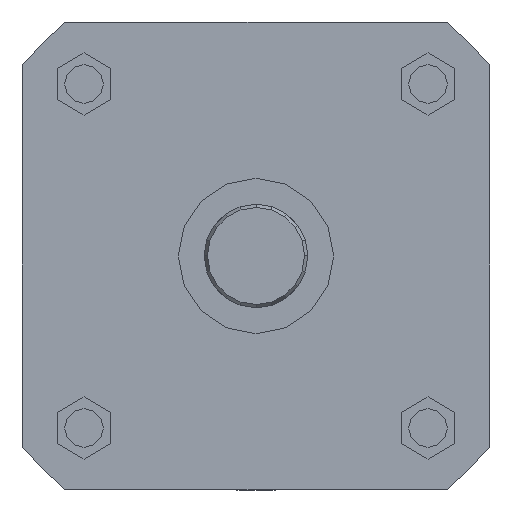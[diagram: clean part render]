
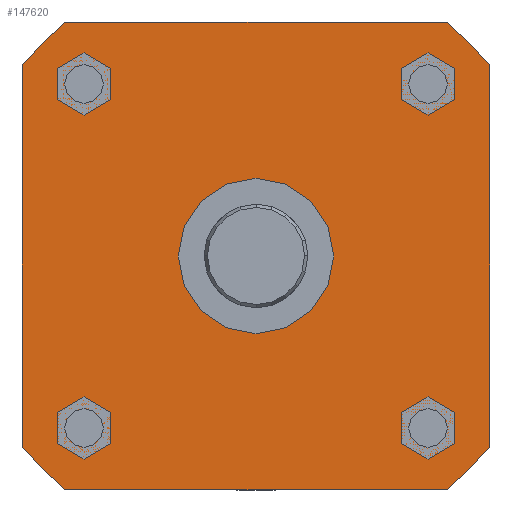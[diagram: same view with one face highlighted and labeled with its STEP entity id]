
A CAD part, left-side view. The second image highlights one B-rep face of the part: STEP entity #147620.
In plain terms, the highlighted free-form (B-spline) face has degree [1, 1] with [2, 2] control points.
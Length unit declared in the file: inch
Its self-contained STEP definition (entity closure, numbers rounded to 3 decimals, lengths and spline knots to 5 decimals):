
#143830 = CARTESIAN_POINT ('', (-15.56, -2.02575, -2.08965));
#143840 = VERTEX_POINT ('', #143830);
#144110 = CARTESIAN_POINT ('', (-15.56, -2.25825, -1.83591));
#144120 = VERTEX_POINT ('', #144110);
#146030 = CARTESIAN_POINT ('', (-15.56, -1.83591, -2.25825));
#146040 = VERTEX_POINT ('', #146030);
#146050 = CARTESIAN_POINT ('', (-15.56, -1.83591, -2.25825));
#146060 = CARTESIAN_POINT ('', (-15.56, -1.93472, -2.1779));
#146070 = CARTESIAN_POINT ('', (-15.56, -2.02575, -2.08965));
#146080 = B_SPLINE_CURVE_WITH_KNOTS ('', 2, (#146050, #146060, #146070), .UNSPECIFIED., .F., .U., (3, 3), (0., 0.42455), .UNSPECIFIED.);
#146140 = EDGE_CURVE ('', #146040, #143840, #146080, .T.);
#146150 = ORIENTED_EDGE ('', *, *, #146140, .T.);
#146160 = CARTESIAN_POINT ('', (-15.56, -2.02575, -2.08965));
#146170 = CARTESIAN_POINT ('', (-15.56, -2.14914, -1.97003));
#146180 = CARTESIAN_POINT ('', (-15.56, -2.25825, -1.83591));
#146190 = B_SPLINE_CURVE_WITH_KNOTS ('', 2, (#146160, #146170, #146180), .UNSPECIFIED., .F., .U., (3, 3), (0.42455, 1.), .UNSPECIFIED.);
#146250 = EDGE_CURVE ('', #143840, #144120, #146190, .T.);
#146260 = ORIENTED_EDGE ('', *, *, #146250, .T.);
#146270 = CARTESIAN_POINT ('', (-15.56, -2.25825, 1.83592));
#146280 = VERTEX_POINT ('', #146270);
#146290 = CARTESIAN_POINT ('', (-15.56, -2.25825, -1.83591));
#146300 = DIRECTION ('', (0., 0., 3.672));
#146310 = VECTOR ('', #146300, 3.67183);
#146320 = LINE ('', #146290, #146310);
#146380 = EDGE_CURVE ('', #144120, #146280, #146320, .T.);
#146390 = ORIENTED_EDGE ('', *, *, #146380, .T.);
#146400 = CARTESIAN_POINT ('', (-15.56, -2.08965, 2.02575));
#146410 = VERTEX_POINT ('', #146400);
#146420 = CARTESIAN_POINT ('', (-15.56, -2.25825, 1.83592));
#146430 = CARTESIAN_POINT ('', (-15.56, -2.1779, 1.93472));
#146440 = CARTESIAN_POINT ('', (-15.56, -2.08965, 2.02575));
#146450 = B_SPLINE_CURVE_WITH_KNOTS ('', 2, (#146420, #146430, #146440), .UNSPECIFIED., .F., .U., (3, 3), (0., 0.42453), .UNSPECIFIED.);
#146510 = EDGE_CURVE ('', #146280, #146410, #146450, .T.);
#146520 = ORIENTED_EDGE ('', *, *, #146510, .T.);
#146530 = CARTESIAN_POINT ('', (-15.56, -1.83591, 2.25826));
#146540 = VERTEX_POINT ('', #146530);
#146550 = CARTESIAN_POINT ('', (-15.56, -2.08965, 2.02575));
#146560 = CARTESIAN_POINT ('', (-15.56, -1.97003, 2.14914));
#146570 = CARTESIAN_POINT ('', (-15.56, -1.83591, 2.25826));
#146580 = B_SPLINE_CURVE_WITH_KNOTS ('', 2, (#146550, #146560, #146570), .UNSPECIFIED., .F., .U., (3, 3), (0.42453, 1.), .UNSPECIFIED.);
#146640 = EDGE_CURVE ('', #146410, #146540, #146580, .T.);
#146650 = ORIENTED_EDGE ('', *, *, #146640, .T.);
#146660 = CARTESIAN_POINT ('', (-15.56, 1.83591, 2.25826));
#146670 = VERTEX_POINT ('', #146660);
#146680 = CARTESIAN_POINT ('', (-15.56, -1.83591, 2.25826));
#146690 = DIRECTION ('', (0., 3.672, 0.));
#146700 = VECTOR ('', #146690, 3.67182);
#146710 = LINE ('', #146680, #146700);
#146770 = EDGE_CURVE ('', #146540, #146670, #146710, .T.);
#146780 = ORIENTED_EDGE ('', *, *, #146770, .T.);
#146790 = CARTESIAN_POINT ('', (-15.56, 2.02575, 2.08966));
#146800 = VERTEX_POINT ('', #146790);
#146810 = CARTESIAN_POINT ('', (-15.56, 1.83591, 2.25826));
#146820 = CARTESIAN_POINT ('', (-15.56, 1.93472, 2.17791));
#146830 = CARTESIAN_POINT ('', (-15.56, 2.02575, 2.08966));
#146840 = B_SPLINE_CURVE_WITH_KNOTS ('', 2, (#146810, #146820, #146830), .UNSPECIFIED., .F., .U., (3, 3), (0., 0.42455), .UNSPECIFIED.);
#146900 = EDGE_CURVE ('', #146670, #146800, #146840, .T.);
#146910 = ORIENTED_EDGE ('', *, *, #146900, .T.);
#146920 = CARTESIAN_POINT ('', (-15.56, 2.25825, 1.83592));
#146930 = VERTEX_POINT ('', #146920);
#146940 = CARTESIAN_POINT ('', (-15.56, 2.02575, 2.08966));
#146950 = CARTESIAN_POINT ('', (-15.56, 2.14914, 1.97004));
#146960 = CARTESIAN_POINT ('', (-15.56, 2.25825, 1.83592));
#146970 = B_SPLINE_CURVE_WITH_KNOTS ('', 2, (#146940, #146950, #146960), .UNSPECIFIED., .F., .U., (3, 3), (0.42455, 1.), .UNSPECIFIED.);
#147030 = EDGE_CURVE ('', #146800, #146930, #146970, .T.);
#147040 = ORIENTED_EDGE ('', *, *, #147030, .T.);
#147050 = CARTESIAN_POINT ('', (-15.56, 2.25825, -1.83591));
#147060 = VERTEX_POINT ('', #147050);
#147070 = CARTESIAN_POINT ('', (-15.56, 2.25825, 1.83592));
#147080 = DIRECTION ('', (0., 0., -3.672));
#147090 = VECTOR ('', #147080, 3.67183);
#147100 = LINE ('', #147070, #147090);
#147160 = EDGE_CURVE ('', #146930, #147060, #147100, .T.);
#147170 = ORIENTED_EDGE ('', *, *, #147160, .T.);
#147180 = CARTESIAN_POINT ('', (-15.56, 2.08965, -2.02574));
#147190 = VERTEX_POINT ('', #147180);
#147200 = CARTESIAN_POINT ('', (-15.56, 2.25825, -1.83591));
#147210 = CARTESIAN_POINT ('', (-15.56, 2.1779, -1.93471));
#147220 = CARTESIAN_POINT ('', (-15.56, 2.08965, -2.02574));
#147230 = B_SPLINE_CURVE_WITH_KNOTS ('', 2, (#147200, #147210, #147220), .UNSPECIFIED., .F., .U., (3, 3), (0., 0.42453), .UNSPECIFIED.);
#147290 = EDGE_CURVE ('', #147060, #147190, #147230, .T.);
#147300 = ORIENTED_EDGE ('', *, *, #147290, .T.);
#147310 = CARTESIAN_POINT ('', (-15.56, 1.83591, -2.25825));
#147320 = VERTEX_POINT ('', #147310);
#147330 = CARTESIAN_POINT ('', (-15.56, 2.08965, -2.02574));
#147340 = CARTESIAN_POINT ('', (-15.56, 1.97003, -2.14913));
#147350 = CARTESIAN_POINT ('', (-15.56, 1.83591, -2.25825));
#147360 = B_SPLINE_CURVE_WITH_KNOTS ('', 2, (#147330, #147340, #147350), .UNSPECIFIED., .F., .U., (3, 3), (0.42453, 1.), .UNSPECIFIED.);
#147420 = EDGE_CURVE ('', #147190, #147320, #147360, .T.);
#147430 = ORIENTED_EDGE ('', *, *, #147420, .T.);
#147440 = CARTESIAN_POINT ('', (-15.56, 1.83591, -2.25825));
#147450 = DIRECTION ('', (0., -3.672, 0.));
#147460 = VECTOR ('', #147450, 3.67182);
#147470 = LINE ('', #147440, #147460);
#147530 = EDGE_CURVE ('', #147320, #146040, #147470, .T.);
#147540 = ORIENTED_EDGE ('', *, *, #147530, .T.);
#147550 = EDGE_LOOP ('', (#146150, #146260, #146390, #146520, #146650, #146780, #146910, #147040, #147170, #147300, #147430, #147540));
#147560 = FACE_OUTER_BOUND ('', #147550, .T.);
#147570 = CARTESIAN_POINT ('', (-15.56, 2.25925, 2.25926));
#147580 = CARTESIAN_POINT ('', (-15.56, -2.25925, 2.25926));
#147590 = CARTESIAN_POINT ('', (-15.56, 2.25925, -2.25925));
#147600 = CARTESIAN_POINT ('', (-15.56, -2.25925, -2.25925));
#147610 = B_SPLINE_SURFACE_WITH_KNOTS ('', 1, 1, ((#147570, #147580), (#147590, #147600)), .UNSPECIFIED., .F., .F., .U., (2, 2), (2, 2), (-6.76196, -2.24345), (-1.99254, 2.52596), .UNSPECIFIED.);
#147620 = ADVANCED_FACE ('A PART', (#147560), #147610, .T.);
